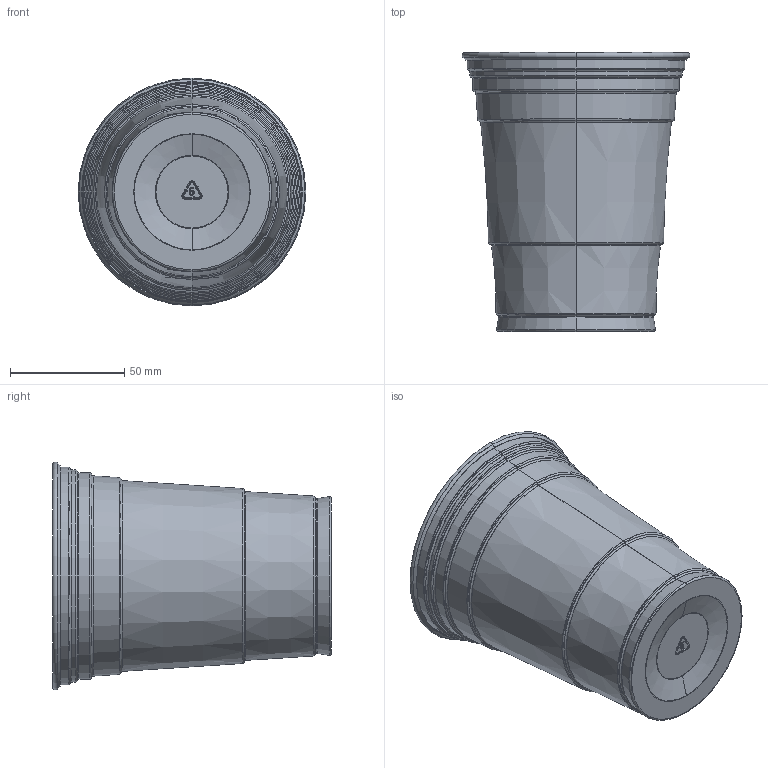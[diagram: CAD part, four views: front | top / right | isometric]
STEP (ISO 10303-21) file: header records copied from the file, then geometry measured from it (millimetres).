
FILE_DESCRIPTION (( 'STEP AP203' ), '1' );
FILE_NAME ('16oz. Red Solo Cup.STEP', '2013-11-28T18:53:52', ( '' ), ( '' ), 'SwSTEP 2.0', 'SolidWorks 2013', '' );
FILE_SCHEMA (( 'CONFIG_CONTROL_DESIGN' ));
Length unit declared in the file: inch
Products named in the file (1): 16oz. Red Solo Cup
Bounding box: 99.53 x 121.92 x 99.53 mm (x, y, z)
Volume: 14512.4 mm3; surface area: 73246.1 mm2
Topology: 1 solids, 1 shells, 237 faces, 524 edges, 276 vertices
Faces by surface type: torus 88, cylinder 68, bspline 38, cone 26, plane 9, sphere 8
Entity records: 8069 total; most frequent: CARTESIAN_POINT 3094, DIRECTION 1092, ORIENTED_EDGE 1008, EDGE_CURVE 504, AXIS2_PLACEMENT_3D 479, CIRCLE 279, VERTEX_POINT 276, EDGE_LOOP 244
